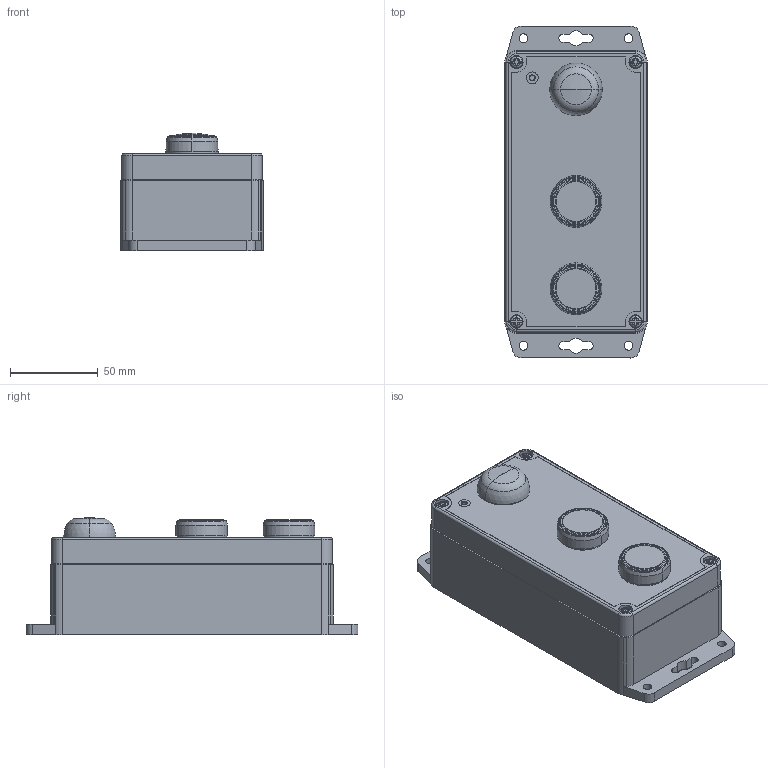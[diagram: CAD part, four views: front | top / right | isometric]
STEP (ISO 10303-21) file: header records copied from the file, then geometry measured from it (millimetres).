
FILE_DESCRIPTION((''),'2;1');
FILE_NAME('207945_ASM','2018-08-09T',('pdmadmin'),('BANNER ENGINEERING'),'CREO PARAMETRIC BY PTC INC, 2016260','CREO PARAMETRIC BY PTC INC, 2016260','');
FILE_SCHEMA(('CONFIG_CONTROL_DESIGN'));
Products named in the file (53): 206935_COVER; SC576__SCREW_M4-0_7X_20MM_PN_; 206935_COVER_ASM; 168909; FB10; LAVATO_BUTTON; LAVTO_BUTTON_ASM; 207267; 165145_AF0; 207163_ASM; 207406; 3D_LPXAU120; 164148; 0402; 0402C; SOT23; WIRE22; 0603; 1812F; 0805C; 0603F; THERM2_SXI; UMT; SOD123; 1210C1; 0603C; SXI_MLF64_2; DCASE; SMINDK; SOT236A; SMSW4B; P2850; SMCOAX; WIRE24; SXI_RFSHIELD_DXR; 0805; SMLEDR2; ASM_122978; SMH5X2; LED5MM ...
Assembly tree (235 placements, depth 3):
  207945_ASM
    206935_COVER_ASM
      206935_COVER
      SC576__SCREW_M4-0_7X_20MM_PN_  x4
    168909
    LAVTO_BUTTON_ASM  x2
      FB10
      LAVATO_BUTTON
    207267
    207163_ASM
      165145_AF0
    207406
    3D_LPXAU120  x2
    164148_ASM
      164148
      0402  x85
      0402C  x28
      SOT23  x15
      WIRE22  x8
      0603  x17
      1812F
      0805C  x4
      0603F  x2
      THERM2_SXI
      UMT  x3
      SOD123  x7
      1210C1  x2
      0603C  x3
      SXI_MLF64_2
      DCASE
      SMINDK
      SOT236A
      SMSW4B
      P2850  x5
      SMCOAX
      WIRE24  x2
      SXI_RFSHIELD_DXR
      0805
      SMLEDR2  x2
      ASM_122978
      SMH5X2
      LED5MM  x2
      LEDRA  x3
      SO8N
      SOD123W  x4
      SWRA
      SMXTLK
      ST236A
      SMA_INT_ANT1
      SOT235
    206936_BASE_ASM
      206936_BASE
      IN-M4__INSERT_M4-0_7X5_75MM_SS_  x4
Bounding box: 81.4 x 189.4 x 66.9 mm (x, y, z)
Volume: 279468.5 mm3; surface area: 197073.7 mm2
Topology: 231 solids, 231 shells, 5697 faces, 14557 edges, 9537 vertices
Faces by surface type: plane 4705, cylinder 777, cone 73, torus 69, bspline 40, sphere 33
Entity records: 66019 total; most frequent: CARTESIAN_POINT 13397, DIRECTION 11106, ORIENTED_EDGE 10308, EDGE_CURVE 5154, VECTOR 3752, LINE 3752, AXIS2_PLACEMENT_3D 3677, VERTEX_POINT 3366
